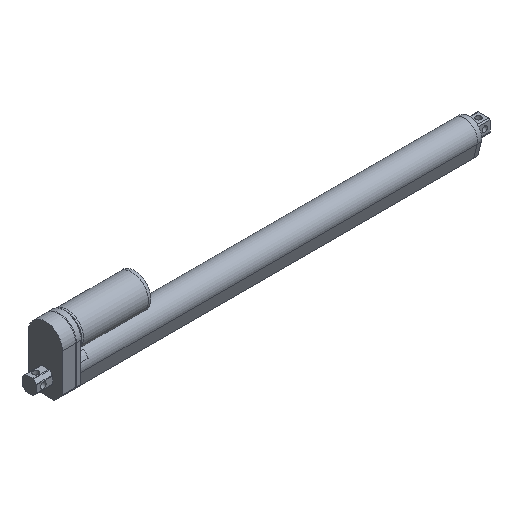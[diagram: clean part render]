
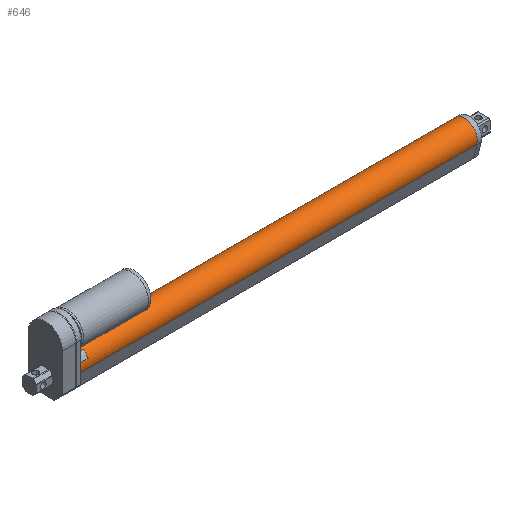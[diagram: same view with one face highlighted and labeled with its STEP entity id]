
A CAD part, isometric view. The second image highlights one B-rep face of the part: STEP entity #646.
In plain terms, the highlighted cylindrical face has radius 15 mm (diameter 30 mm), a partial arc.
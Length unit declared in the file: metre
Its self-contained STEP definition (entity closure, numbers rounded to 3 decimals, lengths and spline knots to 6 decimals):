
#646 = ADVANCED_FACE( '', ( #1270 ), #1271, .T. );
#1270 = FACE_OUTER_BOUND( '', #1943, .T. );
#1271 = CYLINDRICAL_SURFACE( '', #1944, 0.015 );
#1943 = EDGE_LOOP( '', ( #3169, #3170, #3171, #3172 ) );
#1944 = AXIS2_PLACEMENT_3D( '', #3173, #3174, #3175 );
#3169 = ORIENTED_EDGE( '', *, *, #4399, .T. );
#3170 = ORIENTED_EDGE( '', *, *, #4289, .F. );
#3171 = ORIENTED_EDGE( '', *, *, #4508, .F. );
#3172 = ORIENTED_EDGE( '', *, *, #4509, .T. );
#3173 = CARTESIAN_POINT( '', ( 0.462, 0., 0. ) );
#3174 = DIRECTION( '', ( 1., 0., 0. ) );
#3175 = DIRECTION( '', ( 0., 0., 1. ) );
#4289 = EDGE_CURVE( '', #5161, #5156, #5163, .T. );
#4399 = EDGE_CURVE( '', #5335, #5156, #5336, .T. );
#4508 = EDGE_CURVE( '', #5489, #5161, #5490, .T. );
#4509 = EDGE_CURVE( '', #5489, #5335, #5491, .T. );
#5156 = VERTEX_POINT( '', #6366 );
#5161 = VERTEX_POINT( '', #6373 );
#5163 = LINE( '', #6376, #6377 );
#5335 = VERTEX_POINT( '', #6666 );
#5336 = CIRCLE( '', #6667, 0.015 );
#5489 = VERTEX_POINT( '', #6928 );
#5490 = CIRCLE( '', #6929, 0.015 );
#5491 = LINE( '', #6930, #6931 );
#6366 = CARTESIAN_POINT( '', ( 0., -0.01456, -0.003606 ) );
#6373 = CARTESIAN_POINT( '', ( 0.462, -0.01456, -0.003606 ) );
#6376 = CARTESIAN_POINT( '', ( 0.462, -0.01456, -0.003606 ) );
#6377 = VECTOR( '', #7642, 1. );
#6666 = CARTESIAN_POINT( '', ( 0., 0.01456, -0.003606 ) );
#6667 = AXIS2_PLACEMENT_3D( '', #7758, #7759, #7760 );
#6928 = CARTESIAN_POINT( '', ( 0.462, 0.01456, -0.003606 ) );
#6929 = AXIS2_PLACEMENT_3D( '', #7909, #7910, #7911 );
#6930 = CARTESIAN_POINT( '', ( 0.462, 0.01456, -0.003606 ) );
#6931 = VECTOR( '', #7912, 1. );
#7642 = DIRECTION( '', ( -1., 0., 0. ) );
#7758 = CARTESIAN_POINT( '', ( 0., 0., 0. ) );
#7759 = DIRECTION( '', ( 1., 0., 0. ) );
#7760 = DIRECTION( '', ( 0., 0., -1. ) );
#7909 = CARTESIAN_POINT( '', ( 0.462, 0., 0. ) );
#7910 = DIRECTION( '', ( 1., 0., 0. ) );
#7911 = DIRECTION( '', ( 0., 0., -1. ) );
#7912 = DIRECTION( '', ( -1., 0., 0. ) );
